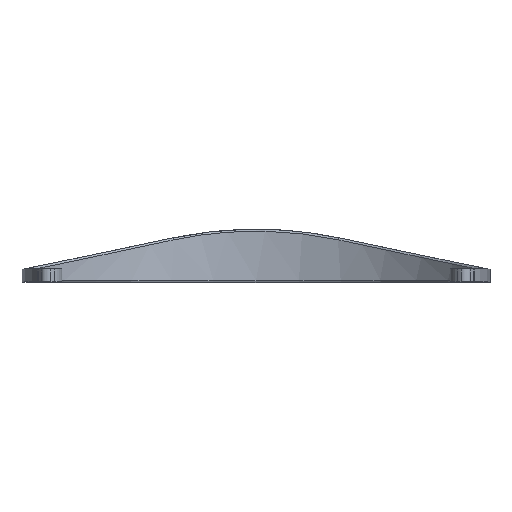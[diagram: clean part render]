
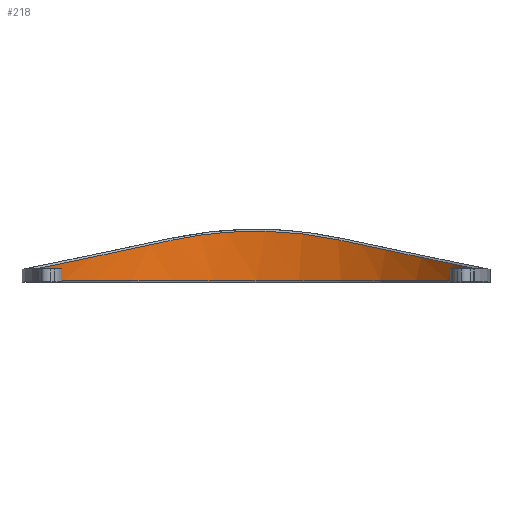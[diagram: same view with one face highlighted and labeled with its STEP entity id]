
A CAD part, top view. The second image highlights one B-rep face of the part: STEP entity #218.
In plain terms, the highlighted cylindrical face has radius 100 mm (diameter 200 mm), a partial arc.
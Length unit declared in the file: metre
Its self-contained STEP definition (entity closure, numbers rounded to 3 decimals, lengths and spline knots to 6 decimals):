
#218 = ADVANCED_FACE( '', ( #453 ), #454, .F. );
#453 = FACE_OUTER_BOUND( '', #1067, .T. );
#454 = CYLINDRICAL_SURFACE( '', #1068, 0.1 );
#1067 = EDGE_LOOP( '', ( #1669, #1670, #1671, #1672, #1673, #1674, #1675, #1676 ) );
#1068 = AXIS2_PLACEMENT_3D( '', #1677, #1678, #1679 );
#1669 = ORIENTED_EDGE( '', *, *, #1983, .F. );
#1670 = ORIENTED_EDGE( '', *, *, #2091, .T. );
#1671 = ORIENTED_EDGE( '', *, *, #2068, .T. );
#1672 = ORIENTED_EDGE( '', *, *, #1954, .T. );
#1673 = ORIENTED_EDGE( '', *, *, #2165, .F. );
#1674 = ORIENTED_EDGE( '', *, *, #1960, .F. );
#1675 = ORIENTED_EDGE( '', *, *, #2166, .T. );
#1676 = ORIENTED_EDGE( '', *, *, #2087, .T. );
#1677 = CARTESIAN_POINT( '', ( 0., -0.02, 0. ) );
#1678 = DIRECTION( '', ( 0., 1., 0. ) );
#1679 = DIRECTION( '', ( 0., 0., 1. ) );
#1954 = EDGE_CURVE( '', #2305, #2302, #2306, .F. );
#1960 = EDGE_CURVE( '', #2314, #2316, #2317, .T. );
#1983 = EDGE_CURVE( '', #2353, #2355, #2356, .T. );
#2068 = EDGE_CURVE( '', #2494, #2305, #2495, .T. );
#2087 = EDGE_CURVE( '', #2520, #2355, #2521, .T. );
#2091 = EDGE_CURVE( '', #2353, #2494, #2526, .T. );
#2165 = EDGE_CURVE( '', #2316, #2302, #2618, .T. );
#2166 = EDGE_CURVE( '', #2314, #2520, #2619, .F. );
#2302 = VERTEX_POINT( '', #2800 );
#2305 = VERTEX_POINT( '', #2892 );
#2306 = ELLIPSE( '', #2893, 0.102304, 0.1 );
#2314 = VERTEX_POINT( '', #2902 );
#2316 = VERTEX_POINT( '', #2904 );
#2317 = LINE( '', #2905, #2906 );
#2353 = VERTEX_POINT( '', #2953 );
#2355 = VERTEX_POINT( '', #3044 );
#2356 = CIRCLE( '', #3045, 0.1 );
#2494 = VERTEX_POINT( '', #3236 );
#2495 = B_SPLINE_CURVE_WITH_KNOTS( '', 3, ( #3237, #3238, #3239, #3240, #3241, #3242, #3243, #3244, #3245, #3246, #3247, #3248, #3249, #3250, #3251, #3252, #3253, #3254, #3255, #3256, #3257, #3258, #3259, #3260, #3261, #3262, #3263, #3264, #3265, #3266, #3267, #3268, #3269, #3270 ), .UNSPECIFIED., .F., .F., ( 4, 2, 1, 1, 2, 2, 1, 1, 1, 1, 1, 1, 2, 1, 1, 2, 2, 1, 2, 1, 1, 1, 1, 1, 4 ), ( 0., 0.004068, 0.006103, 0.006611, 0.006865, 0.00712, 0.008137, 0.012205, 0.016274, 0.020342, 0.02441, 0.028479, 0.032547, 0.034581, 0.035598, 0.035853, 0.036107, 0.036616, 0.040684, 0.044752, 0.048821, 0.052889, 0.056958, 0.061026, 0.065094 ), .UNSPECIFIED. );
#2520 = VERTEX_POINT( '', #3339 );
#2521 = LINE( '', #3340, #3341 );
#2526 = ELLIPSE( '', #3347, 0.102304, 0.1 );
#2618 = CIRCLE( '', #3488, 0.1 );
#2619 = CIRCLE( '', #3489, 0.1 );
#2800 = CARTESIAN_POINT( '', ( -0.085483, 0.005, -0.05189 ) );
#2892 = CARTESIAN_POINT( '', ( -0.031524, 0.016438, -0.094901 ) );
#2893 = AXIS2_PLACEMENT_3D( '', #3619, #3620, #3621 );
#2902 = CARTESIAN_POINT( '', ( -0.083871, 0.000762, -0.054458 ) );
#2904 = CARTESIAN_POINT( '', ( -0.083871, 0.005, -0.054458 ) );
#2905 = CARTESIAN_POINT( '', ( -0.083871, -0.02, -0.054458 ) );
#2906 = VECTOR( '', #3632, 1. );
#2953 = CARTESIAN_POINT( '', ( 0.085483, 0.005, -0.05189 ) );
#3044 = CARTESIAN_POINT( '', ( 0.083871, 0.005, -0.054458 ) );
#3045 = AXIS2_PLACEMENT_3D( '', #3659, #3660, #3661 );
#3236 = CARTESIAN_POINT( '', ( 0.031524, 0.016438, -0.094901 ) );
#3237 = CARTESIAN_POINT( '', ( 0.031524, 0.016438, -0.094901 ) );
#3238 = CARTESIAN_POINT( '', ( 0.030262, 0.016709, -0.09532 ) );
#3239 = CARTESIAN_POINT( '', ( 0.02899, 0.016964, -0.095715 ) );
#3240 = CARTESIAN_POINT( '', ( 0.027066, 0.017325, -0.09627 ) );
#3241 = CARTESIAN_POINT( '', ( 0.026262, 0.01747, -0.096493 ) );
#3242 = CARTESIAN_POINT( '', ( 0.025372, 0.017623, -0.096728 ) );
#3243 = CARTESIAN_POINT( '', ( 0.025129, 0.017664, -0.096791 ) );
#3244 = CARTESIAN_POINT( '', ( 0.024967, 0.017692, -0.096833 ) );
#3245 = CARTESIAN_POINT( '', ( 0.024886, 0.017705, -0.096854 ) );
#3246 = CARTESIAN_POINT( '', ( 0.02448, 0.017773, -0.096958 ) );
#3247 = CARTESIAN_POINT( '', ( 0.022857, 0.018039, -0.097365 ) );
#3248 = CARTESIAN_POINT( '', ( 0.019924, 0.01847, -0.098022 ) );
#3249 = CARTESIAN_POINT( '', ( 0.015989, 0.018943, -0.09874 ) );
#3250 = CARTESIAN_POINT( '', ( 0.012029, 0.019314, -0.099301 ) );
#3251 = CARTESIAN_POINT( '', ( 0.008044, 0.01958, -0.099703 ) );
#3252 = CARTESIAN_POINT( '', ( 0.004034, 0.019741, -0.099946 ) );
#3253 = CARTESIAN_POINT( '', ( 0.001344, 0.019778, -0.1 ) );
#3254 = CARTESIAN_POINT( '', ( -0.000679, 0.019778, -0.1 ) );
#3255 = CARTESIAN_POINT( '', ( -0.001693, 0.019771, -0.09999 ) );
#3256 = CARTESIAN_POINT( '', ( -0.002794, 0.019752, -0.099962 ) );
#3257 = CARTESIAN_POINT( '', ( -0.003217, 0.019743, -0.099948 ) );
#3258 = CARTESIAN_POINT( '', ( -0.003387, 0.019739, -0.099943 ) );
#3259 = CARTESIAN_POINT( '', ( -0.003472, 0.019738, -0.09994 ) );
#3260 = CARTESIAN_POINT( '', ( -0.003726, 0.019732, -0.099931 ) );
#3261 = CARTESIAN_POINT( '', ( -0.005251, 0.019693, -0.099873 ) );
#3262 = CARTESIAN_POINT( '', ( -0.006767, 0.019631, -0.09978 ) );
#3263 = CARTESIAN_POINT( '', ( -0.009449, 0.019487, -0.099562 ) );
#3264 = CARTESIAN_POINT( '', ( -0.012117, 0.019307, -0.09929 ) );
#3265 = CARTESIAN_POINT( '', ( -0.016078, 0.018934, -0.098726 ) );
#3266 = CARTESIAN_POINT( '', ( -0.02, 0.01846, -0.098007 ) );
#3267 = CARTESIAN_POINT( '', ( -0.023882, 0.017887, -0.097133 ) );
#3268 = CARTESIAN_POINT( '', ( -0.027726, 0.017218, -0.096107 ) );
#3269 = CARTESIAN_POINT( '', ( -0.030262, 0.016708, -0.09532 ) );
#3270 = CARTESIAN_POINT( '', ( -0.031524, 0.016438, -0.094901 ) );
#3339 = CARTESIAN_POINT( '', ( 0.083871, 0.000762, -0.054458 ) );
#3340 = CARTESIAN_POINT( '', ( 0.083871, -0.02, -0.054458 ) );
#3341 = VECTOR( '', #3826, 1. );
#3347 = AXIS2_PLACEMENT_3D( '', #3831, #3832, #3833 );
#3488 = AXIS2_PLACEMENT_3D( '', #3901, #3902, #3903 );
#3489 = AXIS2_PLACEMENT_3D( '', #3904, #3905, #3906 );
#3619 = CARTESIAN_POINT( '', ( 0., 0.023706, 0. ) );
#3620 = DIRECTION( '', ( 0.211, -0.977, 0.005 ) );
#3621 = DIRECTION( '', ( -0.977, -0.211, -0.022 ) );
#3632 = DIRECTION( '', ( 0., 1., 0. ) );
#3659 = CARTESIAN_POINT( '', ( 0., 0.005, 0. ) );
#3660 = DIRECTION( '', ( 0., 1., 0. ) );
#3661 = DIRECTION( '', ( 0., 0., 1. ) );
#3826 = DIRECTION( '', ( 0., 1., 0. ) );
#3831 = CARTESIAN_POINT( '', ( 0., 0.023706, 0. ) );
#3832 = DIRECTION( '', ( 0.211, 0.977, -0.005 ) );
#3833 = DIRECTION( '', ( 0.977, -0.211, -0.022 ) );
#3901 = CARTESIAN_POINT( '', ( 0., 0.005, 0. ) );
#3902 = DIRECTION( '', ( 0., 1., 0. ) );
#3903 = DIRECTION( '', ( 0., 0., 1. ) );
#3904 = CARTESIAN_POINT( '', ( 0., 0.000762, 0. ) );
#3905 = DIRECTION( '', ( 0., 1., 0. ) );
#3906 = DIRECTION( '', ( 0., 0., 1. ) );
